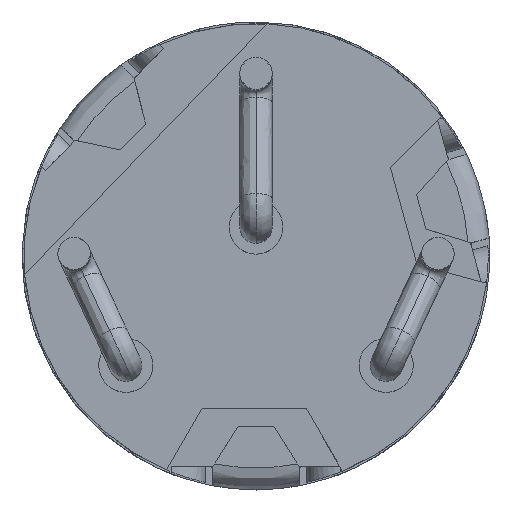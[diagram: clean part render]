
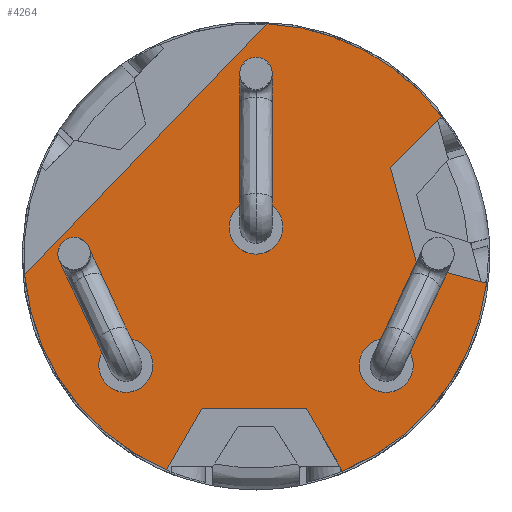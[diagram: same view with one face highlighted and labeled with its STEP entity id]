
A CAD part, top view. The second image highlights one B-rep face of the part: STEP entity #4264.
In plain terms, the highlighted free-form (B-spline) face has degree [1, 1] with [2, 2] control points.
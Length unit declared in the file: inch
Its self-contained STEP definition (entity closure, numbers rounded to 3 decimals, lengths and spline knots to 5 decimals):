
#154=DIRECTION('',(0.265,-0.964,0.));
#155=VECTOR('',#154,0.056);
#156=CARTESIAN_POINT('',(0.07469,0.049,0.144));
#157=LINE('',#156,#155);
#161=DIRECTION('',(0.966,-0.259,0.));
#162=VECTOR('',#161,0.03992);
#163=CARTESIAN_POINT('',(0.08952,-0.005,0.144));
#164=LINE('',#163,#162);
#168=DIRECTION('',(-0.5,0.866,0.));
#169=VECTOR('',#168,0.04009);
#170=CARTESIAN_POINT('',(0.04805,-0.11972,0.144));
#171=LINE('',#170,#169);
#175=DIRECTION('',(-1.,0.,0.));
#176=VECTOR('',#175,0.058);
#177=CARTESIAN_POINT('',(0.028,-0.085,0.144));
#178=LINE('',#177,#176);
#182=DIRECTION('',(-0.5,-0.866,0.));
#183=VECTOR('',#182,0.03933);
#184=CARTESIAN_POINT('',(-0.03,-0.085,0.144));
#185=LINE('',#184,#183);
#189=DIRECTION('',(0.695,0.719,0.));
#190=VECTOR('',#189,0.19407);
#191=CARTESIAN_POINT('',(-0.12855,-0.01076,0.144));
#192=LINE('',#191,#190);
#196=CARTESIAN_POINT('',(0.,0.,0.144));
#197=DIRECTION('',(0.,0.,1.));
#198=DIRECTION('',(0.8,0.6,0.));
#199=AXIS2_PLACEMENT_3D('',#196,#197,#198);
#204=DIRECTION('',(-0.707,-0.707,0.));
#205=VECTOR('',#204,0.04025);
#206=CARTESIAN_POINT('',(0.10315,0.07746,0.144));
#207=LINE('',#206,#205);
#211=CARTESIAN_POINT('',(0.,0.01584,0.144));
#212=DIRECTION('',(0.,0.,1.));
#213=DIRECTION('',(1.,0.,0.));
#214=AXIS2_PLACEMENT_3D('',#211,#212,#213);
#219=CARTESIAN_POINT('',(0.,0.01584,0.144));
#220=DIRECTION('',(0.,0.,1.));
#221=DIRECTION('',(-1.,0.,0.));
#222=AXIS2_PLACEMENT_3D('',#219,#220,#221);
#227=CARTESIAN_POINT('',(-0.07234,-0.06097,0.144));
#228=DIRECTION('',(0.,0.,1.));
#229=DIRECTION('',(0.906,0.423,0.));
#230=AXIS2_PLACEMENT_3D('',#227,#228,#229);
#235=CARTESIAN_POINT('',(-0.07234,-0.06097,0.144));
#236=DIRECTION('',(0.,0.,1.));
#237=DIRECTION('',(-0.906,-0.423,0.));
#238=AXIS2_PLACEMENT_3D('',#235,#236,#237);
#243=CARTESIAN_POINT('',(0.07234,-0.06097,0.144));
#244=DIRECTION('',(0.,0.,1.));
#245=DIRECTION('',(0.906,-0.423,0.));
#246=AXIS2_PLACEMENT_3D('',#243,#244,#245);
#251=CARTESIAN_POINT('',(0.07234,-0.06097,0.144));
#252=DIRECTION('',(0.,0.,1.));
#253=DIRECTION('',(-0.906,0.423,0.));
#254=AXIS2_PLACEMENT_3D('',#251,#252,#253);
#371=CARTESIAN_POINT('',(0.,0.,0.144));
#372=DIRECTION('',(0.,0.,1.));
#373=DIRECTION('',(0.372,-0.928,0.));
#374=AXIS2_PLACEMENT_3D('',#371,#372,#373);
#379=CARTESIAN_POINT('',(0.,0.,0.144));
#380=DIRECTION('',(0.,0.,1.));
#381=DIRECTION('',(-0.997,-0.083,0.));
#382=AXIS2_PLACEMENT_3D('',#379,#380,#381);
#3627=CARTESIAN_POINT('',(-0.12855,-0.01076,0.144));
#3628=CARTESIAN_POINT('',(0.00626,0.12885,0.144));
#3629=VERTEX_POINT('',#3627);
#3630=VERTEX_POINT('',#3628);
#3639=CARTESIAN_POINT('',(-0.03,-0.085,0.144));
#3640=CARTESIAN_POINT('',(-0.04966,-0.11906,0.144));
#3641=VERTEX_POINT('',#3639);
#3642=VERTEX_POINT('',#3640);
#3643=CARTESIAN_POINT('',(0.04805,-0.11972,0.144));
#3644=CARTESIAN_POINT('',(0.028,-0.085,0.144));
#3645=VERTEX_POINT('',#3643);
#3646=VERTEX_POINT('',#3644);
#3655=CARTESIAN_POINT('',(0.07469,0.049,0.144));
#3656=CARTESIAN_POINT('',(0.08952,-0.005,0.144));
#3657=VERTEX_POINT('',#3655);
#3658=VERTEX_POINT('',#3656);
#3659=CARTESIAN_POINT('',(0.12809,-0.01533,0.144));
#3660=VERTEX_POINT('',#3659);
#3661=CARTESIAN_POINT('',(0.10315,0.07746,0.144));
#3662=VERTEX_POINT('',#3661);
#3743=CARTESIAN_POINT('',(0.015,0.01584,0.144));
#3744=CARTESIAN_POINT('',(-0.015,0.01584,0.144));
#3745=VERTEX_POINT('',#3743);
#3746=VERTEX_POINT('',#3744);
#3775=CARTESIAN_POINT('',(-0.05874,-0.05463,0.144));
#3776=CARTESIAN_POINT('',(-0.08593,-0.06731,0.144));
#3777=VERTEX_POINT('',#3775);
#3778=VERTEX_POINT('',#3776);
#3807=CARTESIAN_POINT('',(0.08593,-0.06731,0.144));
#3808=CARTESIAN_POINT('',(0.05874,-0.05463,0.144));
#3809=VERTEX_POINT('',#3807);
#3810=VERTEX_POINT('',#3808);
#4220=CARTESIAN_POINT('',(-0.13368,-0.12469,0.144));
#4221=CARTESIAN_POINT('',(-0.13368,0.13382,0.144));
#4222=CARTESIAN_POINT('',(0.13322,-0.12469,0.144));
#4223=CARTESIAN_POINT('',(0.13322,0.13382,0.144));
#4224=B_SPLINE_SURFACE_WITH_KNOTS('',1,1,((#4220,#4221),(#4222,#4223)),
.UNSPECIFIED.,.F.,.F.,.F.,(2,2),(2,2),(-0.13368,0.13322),(
-0.12469,0.13382),.UNSPECIFIED.);
#4226=ORIENTED_EDGE('',*,*,#4225,.T.);
#4228=ORIENTED_EDGE('',*,*,#4227,.T.);
#4230=ORIENTED_EDGE('',*,*,#4229,.F.);
#4232=ORIENTED_EDGE('',*,*,#4231,.T.);
#4234=ORIENTED_EDGE('',*,*,#4233,.T.);
#4236=ORIENTED_EDGE('',*,*,#4235,.T.);
#4238=ORIENTED_EDGE('',*,*,#4237,.F.);
#4240=ORIENTED_EDGE('',*,*,#4239,.T.);
#4242=ORIENTED_EDGE('',*,*,#4241,.F.);
#4244=ORIENTED_EDGE('',*,*,#4243,.T.);
#4245=EDGE_LOOP('',(#4226,#4228,#4230,#4232,#4234,#4236,#4238,#4240,#4242,
#4244));
#4246=FACE_OUTER_BOUND('',#4245,.F.);
#4247=ORIENTED_EDGE('',*,*,#4210,.T.);
#4249=ORIENTED_EDGE('',*,*,#4248,.T.);
#4250=EDGE_LOOP('',(#4247,#4249));
#4251=FACE_BOUND('',#4250,.F.);
#4253=ORIENTED_EDGE('',*,*,#4252,.T.);
#4255=ORIENTED_EDGE('',*,*,#4254,.T.);
#4256=EDGE_LOOP('',(#4253,#4255));
#4257=FACE_BOUND('',#4256,.F.);
#4259=ORIENTED_EDGE('',*,*,#4258,.T.);
#4261=ORIENTED_EDGE('',*,*,#4260,.T.);
#4262=EDGE_LOOP('',(#4259,#4261));
#4263=FACE_BOUND('',#4262,.F.);
#4264=ADVANCED_FACE('',(#4246,#4251,#4257,#4263),#4224,.T.);
#200=CIRCLE('',#199,0.129);
#215=CIRCLE('',#214,0.015);
#223=CIRCLE('',#222,0.015);
#231=CIRCLE('',#230,0.015);
#239=CIRCLE('',#238,0.015);
#247=CIRCLE('',#246,0.015);
#255=CIRCLE('',#254,0.015);
#375=CIRCLE('',#374,0.129);
#383=CIRCLE('',#382,0.129);
#4210=EDGE_CURVE('',#3745,#3746,#215,.T.);
#4225=EDGE_CURVE('',#3657,#3658,#157,.T.);
#4227=EDGE_CURVE('',#3658,#3660,#164,.T.);
#4229=EDGE_CURVE('',#3645,#3660,#375,.T.);
#4231=EDGE_CURVE('',#3645,#3646,#171,.T.);
#4233=EDGE_CURVE('',#3646,#3641,#178,.T.);
#4235=EDGE_CURVE('',#3641,#3642,#185,.T.);
#4237=EDGE_CURVE('',#3629,#3642,#383,.T.);
#4239=EDGE_CURVE('',#3629,#3630,#192,.T.);
#4241=EDGE_CURVE('',#3662,#3630,#200,.T.);
#4243=EDGE_CURVE('',#3662,#3657,#207,.T.);
#4248=EDGE_CURVE('',#3746,#3745,#223,.T.);
#4252=EDGE_CURVE('',#3777,#3778,#231,.T.);
#4254=EDGE_CURVE('',#3778,#3777,#239,.T.);
#4258=EDGE_CURVE('',#3809,#3810,#247,.T.);
#4260=EDGE_CURVE('',#3810,#3809,#255,.T.);
